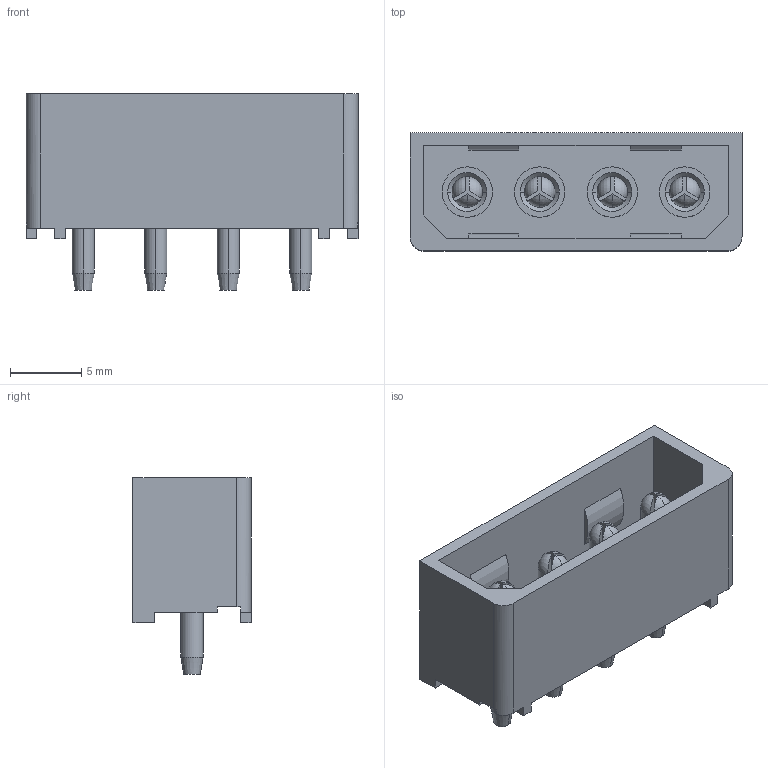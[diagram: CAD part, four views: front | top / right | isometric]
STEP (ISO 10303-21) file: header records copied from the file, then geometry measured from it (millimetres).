
FILE_DESCRIPTION (( 'STEP AP214' ), '1' );
FILE_NAME ('BIG4P_TV.STEP', '2021-11-24T05:33:31', ( 'boksop' ), ( '' ), 'SwSTEP 2.0', 'SolidWorks 2020', '' );
FILE_SCHEMA (( 'AUTOMOTIVE_DESIGN' ));
Length unit declared in the file: millimetre
Products named in the file (1): BIG4P_TV
Bounding box: 23.26 x 8.28 x 13.76 mm (x, y, z)
Volume: 857.8 mm3; surface area: 1746.8 mm2
Topology: 1 solids, 1 shells, 137 faces, 394 edges, 308 vertices
Faces by surface type: plane 75, cylinder 30, cone 16, sphere 16
Entity records: 5197 total; most frequent: CARTESIAN_POINT 816, DIRECTION 800, ORIENTED_EDGE 676, EDGE_CURVE 338, AXIS2_PLACEMENT_3D 284, LINE 232, VECTOR 232, VERTEX_POINT 220
